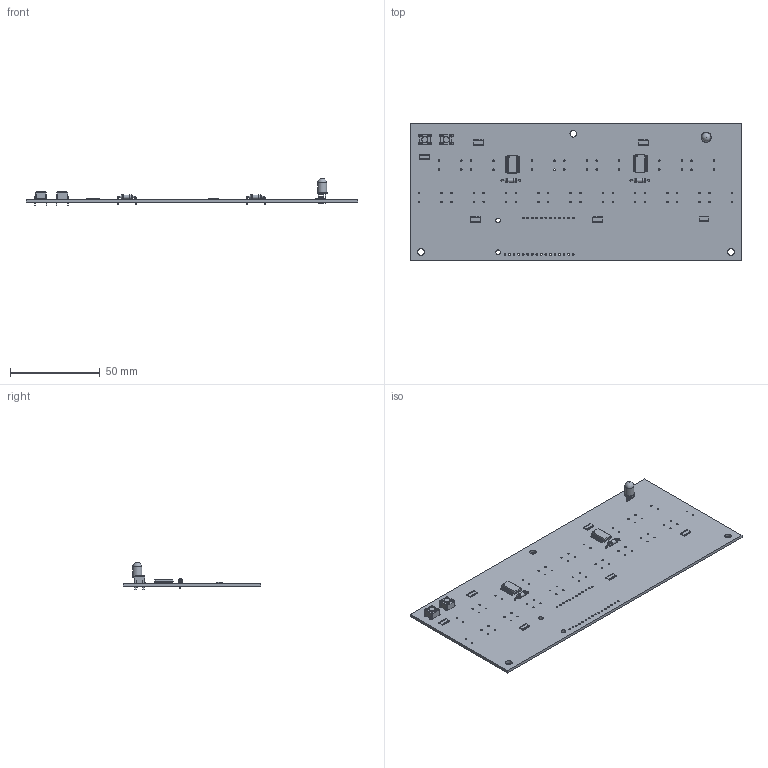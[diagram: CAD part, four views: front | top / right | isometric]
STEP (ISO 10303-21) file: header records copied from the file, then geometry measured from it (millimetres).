
FILE_DESCRIPTION(('KiCad electronic assembly'),'2;1');
FILE_NAME('bluetoothMidiController.step','2019-02-15T18:34:14',( 'An Author'),('A Company'),'Open CASCADE STEP processor 6.9', 'KiCad to STEP converter','Unknown');
FILE_SCHEMA(('AUTOMOTIVE_DESIGN { 1 0 10303 214 1 1 1 1 }'));
Length unit declared in the file: millimetre
Products named in the file (12): Open CASCADE STEP translator 6.9 1; R_Array_Convex_4x1206; SOLID; R_Axial_DIN0207_L6.3mm_D2.5mm_P10.16mm_Horizontal; SW_PUSH_6mm; LED_D5.0mm-4_RGB; SSOP-28_5.3x10.2mm_P0.65mm; COMPOUND
Assembly tree (19 placements, depth 3):
  Open CASCADE STEP translator 6.9 1
    R_Array_Convex_4x1206  x6
      SOLID
    R_Axial_DIN0207_L6.3mm_D2.5mm_P10.16mm_Horizontal  x2
      SOLID
    SW_PUSH_6mm  x2
      SOLID
    LED_D5.0mm-4_RGB
      SOLID
    SSOP-28_5.3x10.2mm_P0.65mm  x2
      SOLID
    COMPOUND
Bounding box: 185 x 77 x 15.1 mm (x, y, z)
Volume: 23375.4 mm3; surface area: 31135.4 mm2
Topology: 14 solids, 14 shells, 2613 faces, 7402 edges, 4840 vertices
Faces by surface type: plane 1637, cylinder 861, bspline 104, torus 10, sphere 1
Full cylindrical faces by diameter (mm): 0.5 x2, 0.6 x8, 0.8 x4, 0.813 x68, 0.9 x4, 0.998 x28, 1 x8, 1.1 x8, 2.25 x2, 2.499 x2, 2.5 x4, 3.5 x2, 3.7 x3, 5 x1
Entity records: 71867 total; most frequent: CARTESIAN_POINT 13948, DIRECTION 9707, LINE 6236, VECTOR 6236, ORIENTED_EDGE 5208, PCURVE 5208, DEFINITIONAL_REPRESENTATION 5208, EDGE_CURVE 2604
